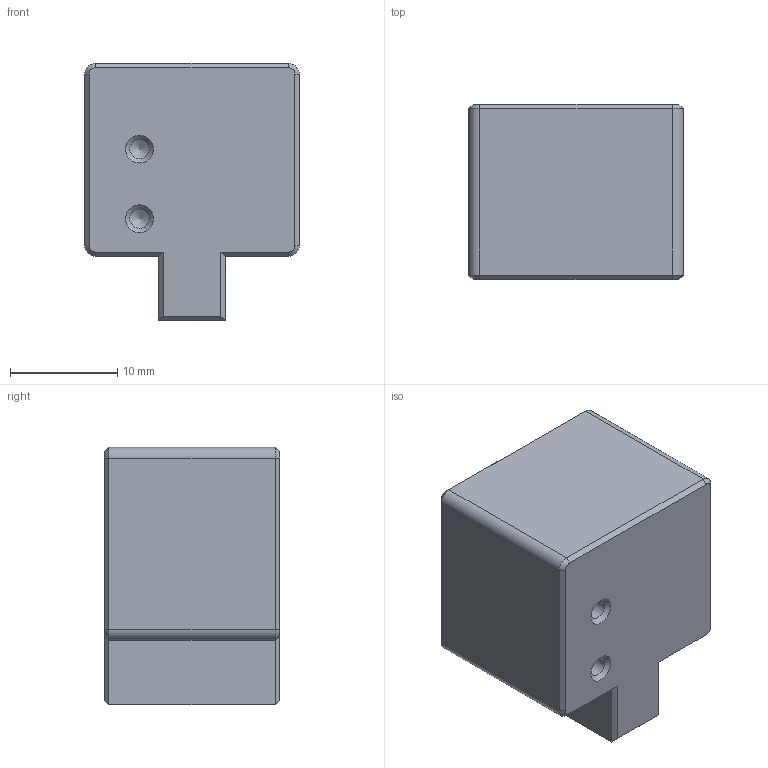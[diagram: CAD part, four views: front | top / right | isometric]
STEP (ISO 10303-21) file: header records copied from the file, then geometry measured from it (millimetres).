
FILE_DESCRIPTION(('FreeCAD Model'),'2;1');
FILE_NAME('Open CASCADE Shape Model','2024-06-08T20:10:37',(''),(''), 'Open CASCADE STEP processor 7.6','FreeCAD','Unknown');
FILE_SCHEMA(('AUTOMOTIVE_DESIGN { 1 0 10303 214 1 1 1 1 }'));
Length unit declared in the file: millimetre
Products named in the file (2): Nudge_Mount_Part2; Body001
Assembly tree (1 placements, depth 2):
  Nudge_Mount_Part2
    Body001
Bounding box: 20 x 16.35 x 24 mm (x, y, z)
Volume: 5901.7 mm3; surface area: 2658.6 mm2
Topology: 1 solids, 1 shells, 59 faces, 128 edges, 74 vertices
Faces by surface type: plane 29, cone 18, cylinder 12
Full cylindrical faces by diameter (mm): 1.8 x2, 3.4 x2, 4.5 x1, 5.2 x2, 6.2 x1
Entity records: 3211 total; most frequent: CARTESIAN_POINT 564, DIRECTION 518, LINE 313, VECTOR 313, ORIENTED_EDGE 246, PCURVE 246, DEFINITIONAL_REPRESENTATION 246, EDGE_CURVE 123
